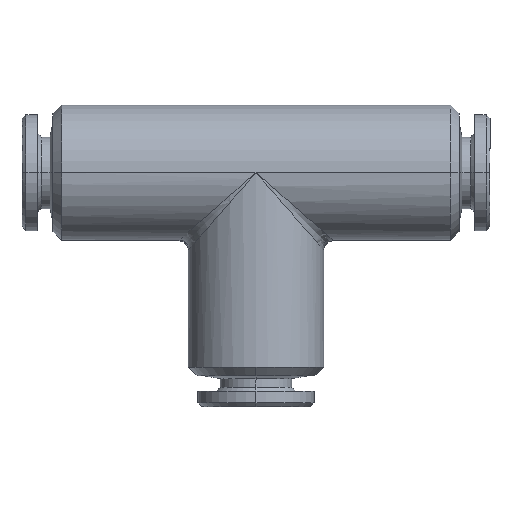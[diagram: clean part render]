
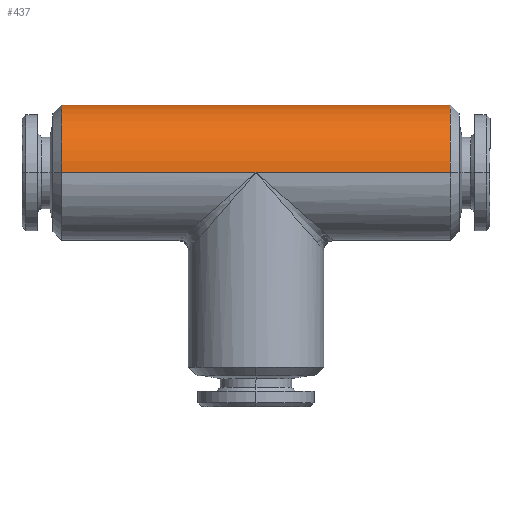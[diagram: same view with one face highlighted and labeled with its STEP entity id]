
A CAD part, top view. The second image highlights one B-rep face of the part: STEP entity #437.
In plain terms, the highlighted cylindrical face has radius 3.5 mm (diameter 7 mm), a partial arc.
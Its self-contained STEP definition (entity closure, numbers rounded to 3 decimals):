
#285 = VERTEX_POINT ( 'NONE', #1018 ) ;
#407 = EDGE_CURVE ( 'NONE', #409, #477, #1161, .T. ) ;
#409 = VERTEX_POINT ( 'NONE', #1238 ) ;
#410 = ORIENTED_EDGE ( 'NONE', *, *, #411, .F. ) ;
#411 = EDGE_CURVE ( 'NONE', #522, #409, #1255, .T. ) ;
#421 = ORIENTED_EDGE ( 'NONE', *, *, #526, .T. ) ;
#435 = EDGE_LOOP ( 'NONE', ( #421, #520, #523, #524, #529, #410 ) ) ;
#436 = VERTEX_POINT ( 'NONE', #1276 ) ;
#437 = ADVANCED_FACE ( 'NONE', ( #1301 ), #1300, .T. ) ;
#438 = EDGE_CURVE ( 'NONE', #436, #497, #1291, .T. ) ;
#477 = VERTEX_POINT ( 'NONE', #1387 ) ;
#497 = VERTEX_POINT ( 'NONE', #1365 ) ;
#520 = ORIENTED_EDGE ( 'NONE', *, *, #527, .T. ) ;
#522 = VERTEX_POINT ( 'NONE', #1431 ) ;
#523 = ORIENTED_EDGE ( 'NONE', *, *, #438, .T. ) ;
#524 = ORIENTED_EDGE ( 'NONE', *, *, #528, .T. ) ;
#526 = EDGE_CURVE ( 'NONE', #522, #285, #1437, .T. ) ;
#527 = EDGE_CURVE ( 'NONE', #285, #436, #1442, .T. ) ;
#528 = EDGE_CURVE ( 'NONE', #497, #477, #1412, .T. ) ;
#529 = ORIENTED_EDGE ( 'NONE', *, *, #407, .F. ) ;
#800 = DIRECTION ( 'NONE',  ( -1., 0., 0. ) ) ;
#1018 = CARTESIAN_POINT ( 'NONE',  ( 10.05, 0., -3.5 ) ) ;
#1159 = VECTOR ( 'NONE', #800, 1000. ) ;
#1160 = CARTESIAN_POINT ( 'NONE',  ( 0., 0., 3.5 ) ) ;
#1161 = LINE ( 'NONE', #1160, #1159 ) ;
#1238 = CARTESIAN_POINT ( 'NONE',  ( 0., 0., 3.5 ) ) ;
#1242 = DIRECTION ( 'NONE',  ( -1., 0., 0. ) ) ;
#1243 = VECTOR ( 'NONE', #1242, 1000. ) ;
#1254 = CARTESIAN_POINT ( 'NONE',  ( 0., 0., 3.5 ) ) ;
#1255 = LINE ( 'NONE', #1254, #1243 ) ;
#1276 = CARTESIAN_POINT ( 'NONE',  ( 0., 0., -3.5 ) ) ;
#1287 = AXIS2_PLACEMENT_3D ( 'NONE', #1295, #1294, #1293 ) ;
#1288 = DIRECTION ( 'NONE',  ( -1., 0., 0. ) ) ;
#1289 = VECTOR ( 'NONE', #1288, 1000. ) ;
#1290 = CARTESIAN_POINT ( 'NONE',  ( 0., 0., -3.5 ) ) ;
#1291 = LINE ( 'NONE', #1290, #1289 ) ;
#1293 = DIRECTION ( 'NONE',  ( 0., 0., 1. ) ) ;
#1294 = DIRECTION ( 'NONE',  ( -1., 0., 0. ) ) ;
#1295 = CARTESIAN_POINT ( 'NONE',  ( 0., 0., 0. ) ) ;
#1300 = CYLINDRICAL_SURFACE ( 'NONE', #1287, 3.5 ) ;
#1301 = FACE_OUTER_BOUND ( 'NONE', #435, .T. ) ;
#1365 = CARTESIAN_POINT ( 'NONE',  ( -10.05, 0., -3.5 ) ) ;
#1387 = CARTESIAN_POINT ( 'NONE',  ( -10.05, 0., 3.5 ) ) ;
#1412 = CIRCLE ( 'NONE', #1416, 3.5 ) ;
#1413 = DIRECTION ( 'NONE',  ( -1., 0., 0. ) ) ;
#1414 = VECTOR ( 'NONE', #1413, 1000. ) ;
#1415 = CARTESIAN_POINT ( 'NONE',  ( -10.05, 0., 0. ) ) ;
#1416 = AXIS2_PLACEMENT_3D ( 'NONE', #1415, #1419, #1418 ) ;
#1418 = DIRECTION ( 'NONE',  ( 0., 0., 1. ) ) ;
#1419 = DIRECTION ( 'NONE',  ( 1., 0., 0. ) ) ;
#1431 = CARTESIAN_POINT ( 'NONE',  ( 10.05, 0., 3.5 ) ) ;
#1436 = CARTESIAN_POINT ( 'NONE',  ( 10.05, 0., 0. ) ) ;
#1437 = CIRCLE ( 'NONE', #1440, 3.5 ) ;
#1438 = DIRECTION ( 'NONE',  ( 0., 0., 1. ) ) ;
#1439 = DIRECTION ( 'NONE',  ( -1., 0., 0. ) ) ;
#1440 = AXIS2_PLACEMENT_3D ( 'NONE', #1436, #1439, #1438 ) ;
#1441 = CARTESIAN_POINT ( 'NONE',  ( 0., 0., -3.5 ) ) ;
#1442 = LINE ( 'NONE', #1441, #1414 ) ;
